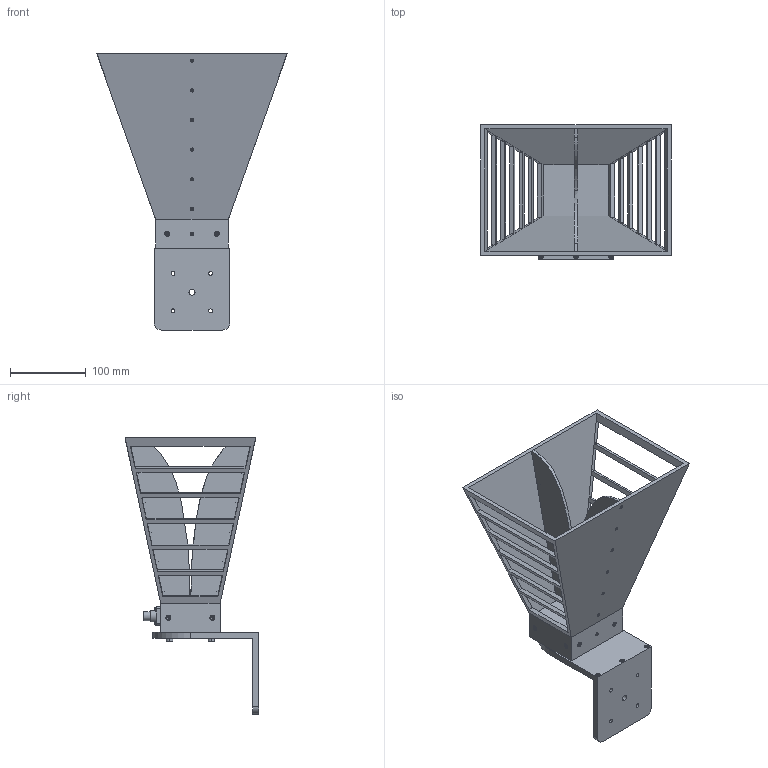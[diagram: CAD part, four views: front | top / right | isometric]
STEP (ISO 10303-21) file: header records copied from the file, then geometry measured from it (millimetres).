
FILE_DESCRIPTION (( 'STEP AP214' ), '1' );
FILE_NAME ('FMWAN1153_3D.step', '2023-07-25T16:58:30', ( '' ), ( '' ), 'SwSTEP 2.0', 'SolidWorks 2022', '' );
FILE_SCHEMA (( 'AUTOMOTIVE_DESIGN' ));
Length unit declared in the file: inch
Products named in the file (23): 1153 3D drawing14^1153 3D drawing_FMWAN1153; 1153 3D drawing11^1153 3D drawing_FMWAN1153; 1153 3D drawing19^1153 3D drawing_FMWAN1153; 1153 3D drawing18^1153 3D drawing_FMWAN1153; hardware^1153 3D drawing_FMWAN1153; 1153 3D drawing21^1153 3D drawing_FMWAN1153; FMWAN1153_3D; 1153 3D drawing^FMWAN1153; 1153 3D drawing13^1153 3D drawing_FMWAN1153; 1153 3D drawing15^1153 3D drawing_FMWAN1153; MOUNTING_BRACKET-230026_MOUNTING BRACKET-3; 1153 3D drawing9^1153 3D drawing_FMWAN1153; 1153 3D drawing16^1153 3D drawing_FMWAN1153; flat head screw_am_B18.6.7M - M3 x 0.5 x 8 Type I Cross Recessed FHMS --8N; 1153 3D drawing6^1153 3D drawing_FMWAN1153; 1153 3D drawing4^1153 3D drawing_FMWAN1153; 1153 3D drawing12^1153 3D drawing_FMWAN1153; 1153 3D drawing5^1153 3D drawing_FMWAN1153; 1153 3D drawing3^1153 3D drawing_FMWAN1153; 1153 3D drawing2^1153 3D drawing_FMWAN1153; socket head cap screw_am_B18.3.1M - 5 x 0.8 x 6 Hex SHCS -- 8CHX; 1153 3D drawing8^1153 3D drawing_FMWAN1153; 1153 3D drawing17^1153 3D drawing_FMWAN1153
Assembly tree (30 placements, depth 3):
  FMWAN1153_3D
    1153 3D drawing^FMWAN1153
      1153 3D drawing2^1153 3D drawing_FMWAN1153
      1153 3D drawing3^1153 3D drawing_FMWAN1153
      1153 3D drawing4^1153 3D drawing_FMWAN1153
      1153 3D drawing5^1153 3D drawing_FMWAN1153
      1153 3D drawing6^1153 3D drawing_FMWAN1153
      1153 3D drawing8^1153 3D drawing_FMWAN1153
      1153 3D drawing9^1153 3D drawing_FMWAN1153
      1153 3D drawing11^1153 3D drawing_FMWAN1153
      1153 3D drawing12^1153 3D drawing_FMWAN1153
      1153 3D drawing13^1153 3D drawing_FMWAN1153
      1153 3D drawing14^1153 3D drawing_FMWAN1153
      1153 3D drawing15^1153 3D drawing_FMWAN1153
      1153 3D drawing16^1153 3D drawing_FMWAN1153
      1153 3D drawing17^1153 3D drawing_FMWAN1153
      1153 3D drawing18^1153 3D drawing_FMWAN1153
      1153 3D drawing19^1153 3D drawing_FMWAN1153
      1153 3D drawing21^1153 3D drawing_FMWAN1153
      hardware^1153 3D drawing_FMWAN1153  x4
    MOUNTING_BRACKET-230026_MOUNTING BRACKET-3
    flat head screw_am_B18.6.7M - M3 x 0.5 x 8 Type I Cross Recessed FHMS --8N  x3
    socket head cap screw_am_B18.3.1M - 5 x 0.8 x 6 Hex SHCS -- 8CHX  x4
Bounding box: 250.61 x 176.47 x 364 mm (x, y, z)
Volume: 990801.6 mm3; surface area: 323359.9 mm2
Topology: 29 solids, 42 shells, 1500 faces, 3623 edges, 2239 vertices
Faces by surface type: plane 694, cylinder 534, cone 234, torus 16, bspline 14, sphere 8
Entity records: 44756 total; most frequent: CARTESIAN_POINT 13007, DIRECTION 6598, ORIENTED_EDGE 6248, EDGE_CURVE 3124, AXIS2_PLACEMENT_3D 2351, VERTEX_POINT 1960, LINE 1896, VECTOR 1896
